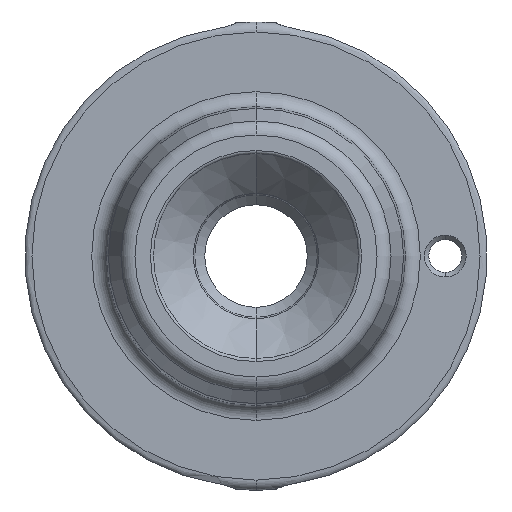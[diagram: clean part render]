
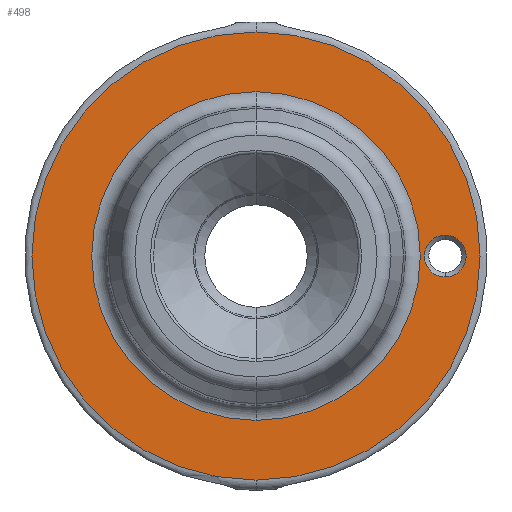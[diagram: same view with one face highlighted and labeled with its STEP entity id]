
A CAD part, front view. The second image highlights one B-rep face of the part: STEP entity #498.
In plain terms, the highlighted planar face has unit normal (0, -1, 0).
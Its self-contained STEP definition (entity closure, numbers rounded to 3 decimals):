
#1 = EDGE_CURVE ( 'NONE', #1014, #114, #834, .T. ) ;
#26 = AXIS2_PLACEMENT_3D ( 'NONE', #2027, #1995, #2194 ) ;
#114 = VERTEX_POINT ( 'NONE', #1784 ) ;
#167 = EDGE_LOOP ( 'NONE', ( #985, #1504 ) ) ;
#184 = CARTESIAN_POINT ( 'NONE',  ( 22.5, -3.3, 0. ) ) ;
#188 = CIRCLE ( 'NONE', #26, 22.5 ) ;
#232 = VERTEX_POINT ( 'NONE', #282 ) ;
#238 = EDGE_CURVE ( 'NONE', #1867, #232, #1104, .T. ) ;
#282 = CARTESIAN_POINT ( 'NONE',  ( 0., -3.3, -16.5 ) ) ;
#295 = ORIENTED_EDGE ( 'NONE', *, *, #1, .T. ) ;
#335 = AXIS2_PLACEMENT_3D ( 'NONE', #821, #2248, #829 ) ;
#400 = ORIENTED_EDGE ( 'NONE', *, *, #1703, .T. ) ;
#401 = CARTESIAN_POINT ( 'NONE',  ( 0., -3.3, 0. ) ) ;
#458 = CARTESIAN_POINT ( 'NONE',  ( 0., -3.3, 16.5 ) ) ;
#498 = ADVANCED_FACE ( 'NONE', ( #1474, #609, #2253 ), #2146, .T. ) ;
#540 = DIRECTION ( 'NONE',  ( 0., -1., 0. ) ) ;
#586 = CARTESIAN_POINT ( 'NONE',  ( 0., -3.3, -22.5 ) ) ;
#590 = DIRECTION ( 'NONE',  ( 0., 1., 0. ) ) ;
#595 = CARTESIAN_POINT ( 'NONE',  ( 19., -3.3, 0. ) ) ;
#609 = FACE_BOUND ( 'NONE', #1038, .T. ) ;
#620 = CIRCLE ( 'NONE', #2263, 22.5 ) ;
#636 = VERTEX_POINT ( 'NONE', #586 ) ;
#694 = DIRECTION ( 'NONE',  ( 0., 1., 0. ) ) ;
#749 = DIRECTION ( 'NONE',  ( 0., 0., -1. ) ) ;
#751 = ORIENTED_EDGE ( 'NONE', *, *, #238, .T. ) ;
#789 = CARTESIAN_POINT ( 'NONE',  ( 0., -3.3, 0. ) ) ;
#821 = CARTESIAN_POINT ( 'NONE',  ( 0., -3.3, 0. ) ) ;
#829 = DIRECTION ( 'NONE',  ( 0., 0., 1. ) ) ;
#834 = CIRCLE ( 'NONE', #1431, 2.1 ) ;
#896 = EDGE_LOOP ( 'NONE', ( #1719, #295 ) ) ;
#958 = DIRECTION ( 'NONE',  ( 0., 1., 0. ) ) ;
#985 = ORIENTED_EDGE ( 'NONE', *, *, #1736, .F. ) ;
#1014 = VERTEX_POINT ( 'NONE', #1628 ) ;
#1038 = EDGE_LOOP ( 'NONE', ( #751, #400 ) ) ;
#1104 = CIRCLE ( 'NONE', #335, 16.5 ) ;
#1120 = CARTESIAN_POINT ( 'NONE',  ( 0., -3.3, 22.5 ) ) ;
#1283 = DIRECTION ( 'NONE',  ( 0., 1., 0. ) ) ;
#1403 = AXIS2_PLACEMENT_3D ( 'NONE', #789, #958, #2215 ) ;
#1431 = AXIS2_PLACEMENT_3D ( 'NONE', #2116, #694, #2243 ) ;
#1445 = DIRECTION ( 'NONE',  ( 0., 0., 1. ) ) ;
#1474 = FACE_BOUND ( 'NONE', #896, .T. ) ;
#1504 = ORIENTED_EDGE ( 'NONE', *, *, #1615, .F. ) ;
#1542 = EDGE_CURVE ( 'NONE', #114, #1014, #1840, .T. ) ;
#1615 = EDGE_CURVE ( 'NONE', #636, #2189, #188, .T. ) ;
#1628 = CARTESIAN_POINT ( 'NONE',  ( 19., -3.3, 2.1 ) ) ;
#1703 = EDGE_CURVE ( 'NONE', #232, #1867, #2157, .T. ) ;
#1719 = ORIENTED_EDGE ( 'NONE', *, *, #1542, .T. ) ;
#1736 = EDGE_CURVE ( 'NONE', #2189, #636, #620, .T. ) ;
#1784 = CARTESIAN_POINT ( 'NONE',  ( 19., -3.3, -2.1 ) ) ;
#1840 = CIRCLE ( 'NONE', #2232, 2.1 ) ;
#1867 = VERTEX_POINT ( 'NONE', #458 ) ;
#1995 = DIRECTION ( 'NONE',  ( 0., 1., 0. ) ) ;
#2027 = CARTESIAN_POINT ( 'NONE',  ( 0., -3.3, 0. ) ) ;
#2116 = CARTESIAN_POINT ( 'NONE',  ( 19., -3.3, 0. ) ) ;
#2146 = PLANE ( 'NONE',  #2241 ) ;
#2157 = CIRCLE ( 'NONE', #1403, 16.5 ) ;
#2189 = VERTEX_POINT ( 'NONE', #1120 ) ;
#2194 = DIRECTION ( 'NONE',  ( 0., 0., 1. ) ) ;
#2215 = DIRECTION ( 'NONE',  ( 0., 0., 1. ) ) ;
#2226 = DIRECTION ( 'NONE',  ( 0., 0., 1. ) ) ;
#2232 = AXIS2_PLACEMENT_3D ( 'NONE', #595, #1283, #1445 ) ;
#2241 = AXIS2_PLACEMENT_3D ( 'NONE', #184, #540, #749 ) ;
#2243 = DIRECTION ( 'NONE',  ( 0., 0., 1. ) ) ;
#2248 = DIRECTION ( 'NONE',  ( 0., 1., 0. ) ) ;
#2253 = FACE_OUTER_BOUND ( 'NONE', #167, .T. ) ;
#2263 = AXIS2_PLACEMENT_3D ( 'NONE', #401, #590, #2226 ) ;
